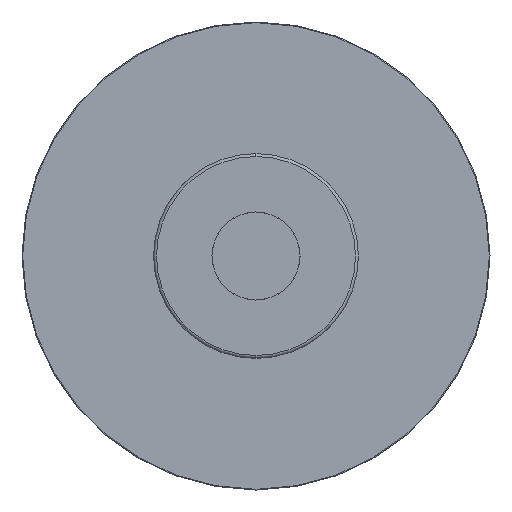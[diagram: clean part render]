
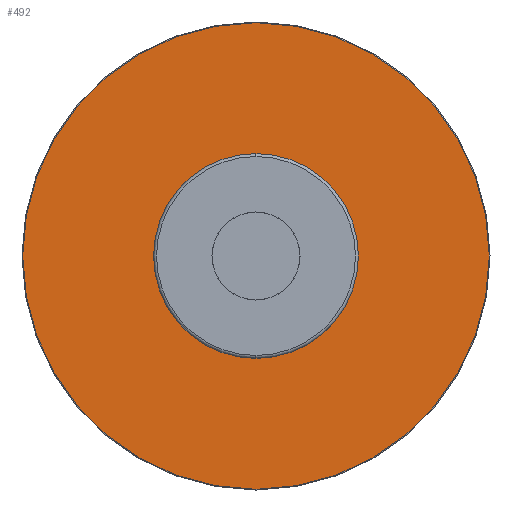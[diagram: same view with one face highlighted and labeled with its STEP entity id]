
A CAD part, front view. The second image highlights one B-rep face of the part: STEP entity #492.
In plain terms, the highlighted planar face has unit normal (0, -1, 0).
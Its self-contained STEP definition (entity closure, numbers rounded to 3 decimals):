
#33 = CARTESIAN_POINT ( 'NONE',  ( 6.01, 517., 0. ) ) ;
#42 = CARTESIAN_POINT ( 'NONE',  ( -159.5, 517., 0. ) ) ;
#43 = CARTESIAN_POINT ( 'NONE',  ( 159.5, 517., 0. ) ) ;
#55 = CARTESIAN_POINT ( 'NONE',  ( -6.01, 517., 0. ) ) ;
#117 = EDGE_LOOP ( 'NONE', ( #224, #225 ) ) ;
#122 = EDGE_LOOP ( 'NONE', ( #222, #223 ) ) ;
#222 = ORIENTED_EDGE ( 'NONE', *, *, #576, .T. ) ;
#223 = ORIENTED_EDGE ( 'NONE', *, *, #590, .T. ) ;
#224 = ORIENTED_EDGE ( 'NONE', *, *, #588, .T. ) ;
#225 = ORIENTED_EDGE ( 'NONE', *, *, #584, .T. ) ;
#276 = VERTEX_POINT ( 'NONE', #33 ) ;
#285 = VERTEX_POINT ( 'NONE', #42 ) ;
#286 = VERTEX_POINT ( 'NONE', #43 ) ;
#298 = VERTEX_POINT ( 'NONE', #55 ) ;
#327 = FACE_OUTER_BOUND ( 'NONE', #122, .T. ) ;
#329 = FACE_BOUND ( 'NONE', #117, .T. ) ;
#450 = CIRCLE ( 'NONE', #689, 159.5 ) ;
#457 = CIRCLE ( 'NONE', #695, 6.01 ) ;
#463 = CIRCLE ( 'NONE', #697, 6.01 ) ;
#469 = CIRCLE ( 'NONE', #699, 159.5 ) ;
#492 = ADVANCED_FACE ( 'NONE', ( #327, #329 ), #1051, .T. ) ;
#576 = EDGE_CURVE ( 'NONE', #286, #285, #450, .T. ) ;
#584 = EDGE_CURVE ( 'NONE', #276, #298, #457, .T. ) ;
#588 = EDGE_CURVE ( 'NONE', #298, #276, #463, .T. ) ;
#590 = EDGE_CURVE ( 'NONE', #285, #286, #469, .T. ) ;
#610 = AXIS2_PLACEMENT_3D ( 'NONE', #1068, #1053, #1061 ) ;
#689 = AXIS2_PLACEMENT_3D ( 'NONE', #916, #917, #918 ) ;
#695 = AXIS2_PLACEMENT_3D ( 'NONE', #941, #942, #943 ) ;
#697 = AXIS2_PLACEMENT_3D ( 'NONE', #948, #949, #950 ) ;
#699 = AXIS2_PLACEMENT_3D ( 'NONE', #954, #955, #956 ) ;
#916 = CARTESIAN_POINT ( 'NONE',  ( 0., 517., 0. ) ) ;
#917 = DIRECTION ( 'NONE',  ( 0., -1., 0. ) ) ;
#918 = DIRECTION ( 'NONE',  ( 1., 0., 0. ) ) ;
#941 = CARTESIAN_POINT ( 'NONE',  ( 0., 517., 0. ) ) ;
#942 = DIRECTION ( 'NONE',  ( 0., 1., 0. ) ) ;
#943 = DIRECTION ( 'NONE',  ( -1., 0., 0. ) ) ;
#948 = CARTESIAN_POINT ( 'NONE',  ( 0., 517., 0. ) ) ;
#949 = DIRECTION ( 'NONE',  ( 0., 1., 0. ) ) ;
#950 = DIRECTION ( 'NONE',  ( -1., 0., 0. ) ) ;
#954 = CARTESIAN_POINT ( 'NONE',  ( 0., 517., 0. ) ) ;
#955 = DIRECTION ( 'NONE',  ( 0., -1., 0. ) ) ;
#956 = DIRECTION ( 'NONE',  ( 1., 0., 0. ) ) ;
#1051 = PLANE ( 'NONE',  #610 ) ;
#1053 = DIRECTION ( 'NONE',  ( 0., -1., 0. ) ) ;
#1061 = DIRECTION ( 'NONE',  ( 1., 0., 0. ) ) ;
#1068 = CARTESIAN_POINT ( 'NONE',  ( -6.01, 517., 0. ) ) ;
